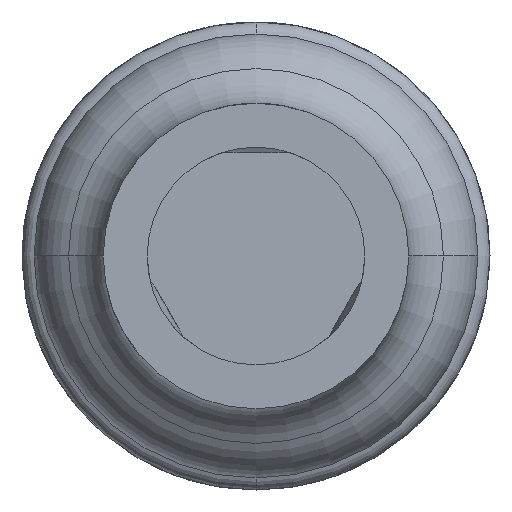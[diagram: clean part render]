
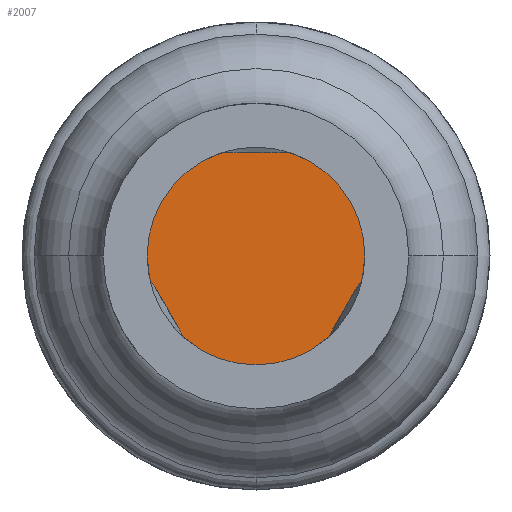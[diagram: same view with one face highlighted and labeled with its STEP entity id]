
A CAD part, front view. The second image highlights one B-rep face of the part: STEP entity #2007.
In plain terms, the highlighted planar face has unit normal (0, -1, 0).
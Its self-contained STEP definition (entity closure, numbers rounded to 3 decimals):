
#136 = AXIS2_PLACEMENT_3D ( 'NONE', #778, #6500, #7062 ) ;
#389 = DIRECTION ( 'NONE',  ( 1., 0., 0. ) ) ;
#533 = CARTESIAN_POINT ( 'NONE',  ( 0., -24.7, 0. ) ) ;
#778 = CARTESIAN_POINT ( 'NONE',  ( 0., -24.7, 0. ) ) ;
#1243 = EDGE_CURVE ( 'NONE', #1958, #7079, #1677, .T. ) ;
#1677 = CIRCLE ( 'NONE', #136, 0.513 ) ;
#1803 = EDGE_CURVE ( 'NONE', #7079, #1958, #3349, .T. ) ;
#1958 = VERTEX_POINT ( 'NONE', #2088 ) ;
#2007 = ADVANCED_FACE ( 'Defeature ausgef�hrt2_70', ( #4387 ), #6173, .F. ) ;
#2088 = CARTESIAN_POINT ( 'NONE',  ( -0.513, -24.7, 0. ) ) ;
#2225 = ORIENTED_EDGE ( 'NONE', *, *, #1243, .F. ) ;
#2807 = DIRECTION ( 'NONE',  ( 0., 1., 0. ) ) ;
#3349 = CIRCLE ( 'NONE', #5389, 0.513 ) ;
#3666 = EDGE_LOOP ( 'NONE', ( #2225, #7239 ) ) ;
#4387 = FACE_OUTER_BOUND ( 'NONE', #3666, .T. ) ;
#4645 = CARTESIAN_POINT ( 'NONE',  ( 0.513, -24.7, 0. ) ) ;
#4951 = AXIS2_PLACEMENT_3D ( 'NONE', #533, #2807, #5093 ) ;
#5093 = DIRECTION ( 'NONE',  ( -1., 0., 0. ) ) ;
#5389 = AXIS2_PLACEMENT_3D ( 'NONE', #6622, #6067, #389 ) ;
#6067 = DIRECTION ( 'NONE',  ( 0., 1., 0. ) ) ;
#6173 = PLANE ( 'NONE',  #4951 ) ;
#6500 = DIRECTION ( 'NONE',  ( 0., 1., 0. ) ) ;
#6622 = CARTESIAN_POINT ( 'NONE',  ( 0., -24.7, 0. ) ) ;
#7062 = DIRECTION ( 'NONE',  ( 1., 0., 0. ) ) ;
#7079 = VERTEX_POINT ( 'NONE', #4645 ) ;
#7239 = ORIENTED_EDGE ( 'NONE', *, *, #1803, .F. ) ;
